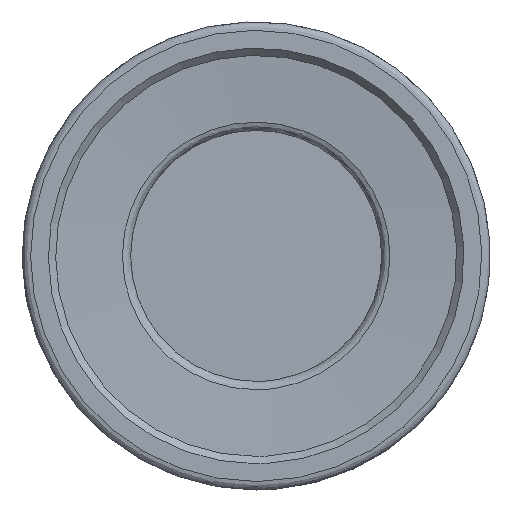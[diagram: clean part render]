
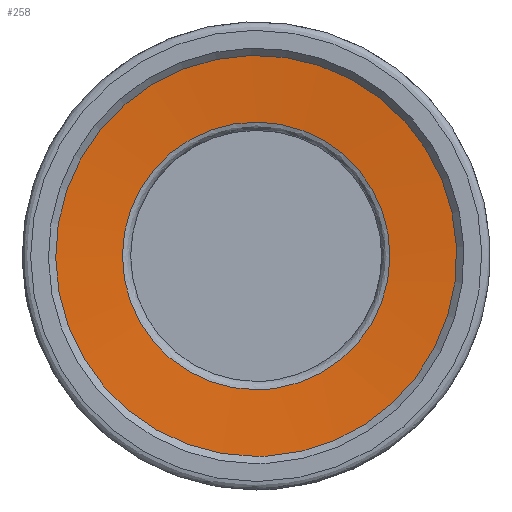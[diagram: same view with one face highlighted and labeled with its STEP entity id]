
A CAD part, left-side view. The second image highlights one B-rep face of the part: STEP entity #258.
In plain terms, the highlighted face is a revolution surface.
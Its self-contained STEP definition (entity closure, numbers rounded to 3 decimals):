
#31=B_SPLINE_CURVE_WITH_KNOTS('',3,(#684,#685,#686,#687),.UNSPECIFIED.,
 .F.,.F.,(4,4),(0.,1.),.UNSPECIFIED.);
#40=SURFACE_OF_REVOLUTION('',#31,#50);
#50=AXIS1_PLACEMENT('',#688,#577);
#230=FACE_BOUND('',#313,.T.);
#231=FACE_BOUND('',#314,.T.);
#258=ADVANCED_FACE('',(#230,#231),#40,.T.);
#313=EDGE_LOOP('',(#363));
#314=EDGE_LOOP('',(#364));
#363=ORIENTED_EDGE('',*,*,#416,.F.);
#364=ORIENTED_EDGE('',*,*,#415,.T.);
#390=VERTEX_POINT('',#676);
#391=VERTEX_POINT('',#683);
#415=EDGE_CURVE('',#390,#390,#440,.T.);
#416=EDGE_CURVE('',#391,#391,#441,.T.);
#440=CIRCLE('',#482,7.429);
#441=CIRCLE('',#483,11.134);
#482=AXIS2_PLACEMENT_3D('',#675,#572,#573);
#483=AXIS2_PLACEMENT_3D('',#682,#575,#576);
#572=DIRECTION('',(1.,0.,0.));
#573=DIRECTION('',(0.,0.,-1.));
#575=DIRECTION('',(1.,0.,0.));
#576=DIRECTION('',(0.,0.,-1.));
#577=DIRECTION('',(1.,0.,0.));
#675=CARTESIAN_POINT('',(0.686,0.,0.));
#676=CARTESIAN_POINT('',(0.686,0.,-7.429));
#682=CARTESIAN_POINT('',(0.403,0.,0.));
#683=CARTESIAN_POINT('',(0.403,0.,-11.134));
#684=CARTESIAN_POINT('',(0.686,-7.367,0.96));
#685=CARTESIAN_POINT('',(0.593,-8.621,0.74));
#686=CARTESIAN_POINT('',(0.498,-9.876,0.519));
#687=CARTESIAN_POINT('',(0.403,-11.13,0.298));
#688=CARTESIAN_POINT('',(0.,0.,0.));
